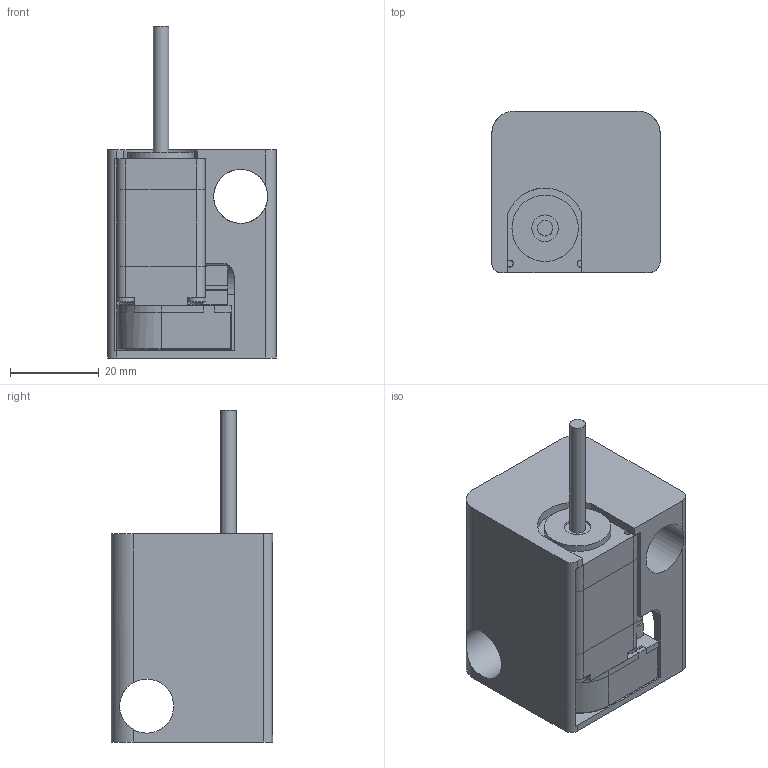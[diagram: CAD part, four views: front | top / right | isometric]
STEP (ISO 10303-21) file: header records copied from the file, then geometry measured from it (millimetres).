
FILE_DESCRIPTION(/* description */ (''),/* implementation_level */ '2;1');
FILE_NAME(/* name */ 'centerv4 v9.step',/* time_stamp */ '2023-01-19T09:29:41+01:00',/* author */ (''),/* organization */ (''),/* preprocessor_version */ 'ST-DEVELOPER v19.2',/* originating_system */ 'Autodesk Translation Framework v11.17.0.187',/* authorisation */ '');
FILE_SCHEMA (('AUTOMOTIVE_DESIGN { 1 0 10303 214 3 1 1 }'));
Length unit declared in the file: millimetre
Products named in the file (3): centerv4; NOE1; LSA201S06-B-UECB-102
Assembly tree (2 placements, depth 2):
  centerv4
    NOE1
    LSA201S06-B-UECB-102
Bounding box: 38 x 36.47 x 75.01 mm (x, y, z)
Volume: 47271.7 mm3; surface area: 22251 mm2
Topology: 3 solids, 3 shells, 492 faces, 1293 edges, 825 vertices
Faces by surface type: plane 334, cylinder 72, cone 59, torus 21, sphere 6
Full cylindrical faces by diameter (mm): 0.5 x12, 0.6 x6, 1.221 x2, 1.6 x6, 3.5 x1, 5 x1, 6 x2, 6.5 x1, 10 x1, 12.2 x2, 15 x1, 16 x1
Entity records: 16041 total; most frequent: CARTESIAN_POINT 3386, ORIENTED_EDGE 2570, DIRECTION 2452, EDGE_CURVE 1285, LINE 868, VECTOR 868, VERTEX_POINT 825, AXIS2_PLACEMENT_3D 792
